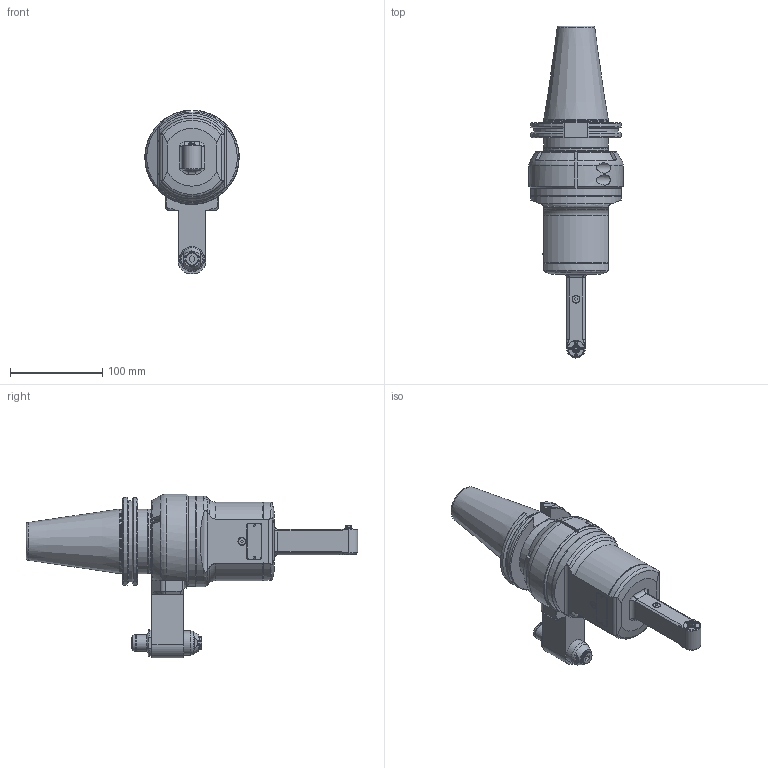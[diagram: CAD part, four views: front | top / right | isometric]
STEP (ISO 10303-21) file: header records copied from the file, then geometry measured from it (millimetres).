
FILE_DESCRIPTION(/* description */ (''),/* implementation_level */ '2;1');
FILE_NAME(/* name */ '9.FS9.03L00-9C50.stp',/* time_stamp */ '2024-02-01T15:20:28-05:00',/* author */ ('jkrenzer'),/* organization */ (''),/* preprocessor_version */ 'ST-DEVELOPER v18.1',/* originating_system */ 'Autodesk Inventor 2022',/* authorisation */ '');
FILE_SCHEMA (('AUTOMOTIVE_DESIGN { 1 0 10303 214 3 1 1 }'));
Products named in the file (3): 9.FS9.03L00-9C50; 9_GA11C_451  (Type 1, Cat50, 110mm); 9_FS9_03L00
Assembly tree (2 placements, depth 2):
  9.FS9.03L00-9C50
    9_GA11C_451  (Type 1, Cat50, 110mm)
    9_FS9_03L00
Bounding box: 102 x 359.1 x 176.98 mm (x, y, z)
Volume: 1309995.6 mm3; surface area: 176134.7 mm2
Topology: 4 solids, 8 shells, 566 faces, 1433 edges, 924 vertices
Faces by surface type: plane 250, cylinder 166, cone 100, torus 44, sphere 4, bspline 2
Full cylindrical faces by diameter (mm): 2.5 x2, 2.6 x6, 3 x3, 3.3 x2, 4.2 x2, 5 x7, 6.5 x3, 7 x2, 8 x3, 8.5 x2, 8.821 x1, 9 x2, 9.1 x1, 9.2 x1, 9.525 x1, 10 x2, 10.4 x2, 11 x2, 12 x3, 12.5 x2, 12.8 x1, 13 x1, 14 x1, 18 x2, 21.8 x1, 21.963 x1, 22.6 x1, 26 x1, 26.187 x1, 26.8 x1
Entity records: 18368 total; most frequent: CARTESIAN_POINT 4621, DIRECTION 2906, ORIENTED_EDGE 2836, EDGE_CURVE 1418, AXIS2_PLACEMENT_3D 1127, VERTEX_POINT 924, LINE 652, VECTOR 652
